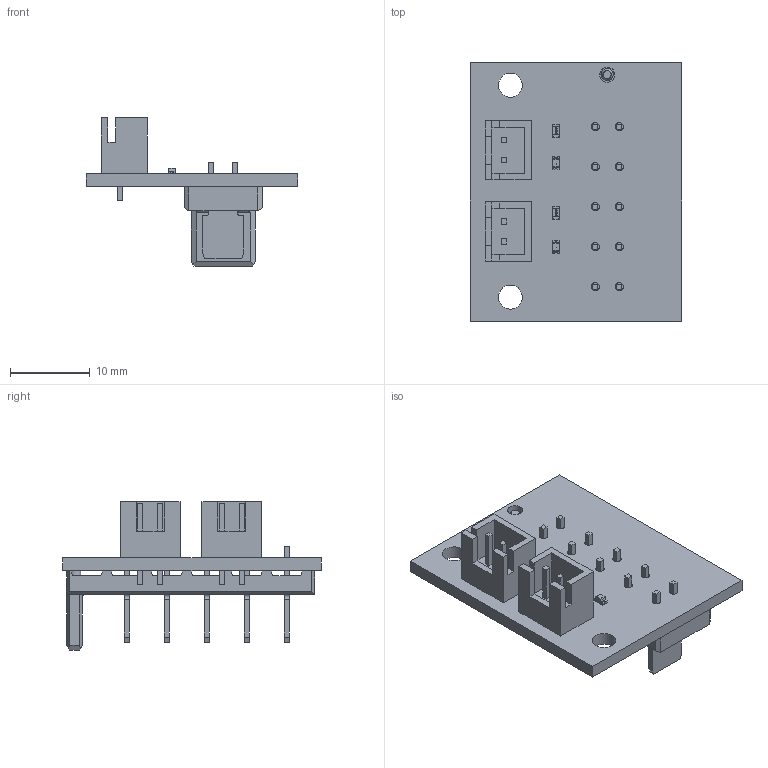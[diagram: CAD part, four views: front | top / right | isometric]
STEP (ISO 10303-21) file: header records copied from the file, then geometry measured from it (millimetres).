
FILE_DESCRIPTION(('Open CASCADE Model'),'2;1');
FILE_NAME('Open CASCADE Shape Model','2020-12-09T11:16:20',('Author'),( 'Open CASCADE'),'Open CASCADE STEP processor 6.8','Open CASCADE 6.8' ,'Unknown');
FILE_SCHEMA(('AUTOMOTIVE_DESIGN { 1 0 10303 214 1 1 1 1 }'));
Length unit declared in the file: millimetre
Products named in the file (1): PCB
Bounding box: 26.4 x 32.3 x 18.58 mm (x, y, z)
Volume: 2669.7 mm3; surface area: 4177 mm2
Topology: 22 solids, 110 shells, 912 faces, 2625 edges, 1876 vertices
Faces by surface type: plane 620, cylinder 164, bspline 126, cone 2
Full cylindrical faces by diameter (mm): 1 x4, 1.02 x10, 1.9 x1, 3 x2
Entity records: 38671 total; most frequent: CARTESIAN_POINT 14846, ORIENTED_EDGE 4690, DIRECTION 4197, EDGE_CURVE 2625, LINE 1937, VECTOR 1937, VERTEX_POINT 1876, AXIS2_PLACEMENT_3D 1130
